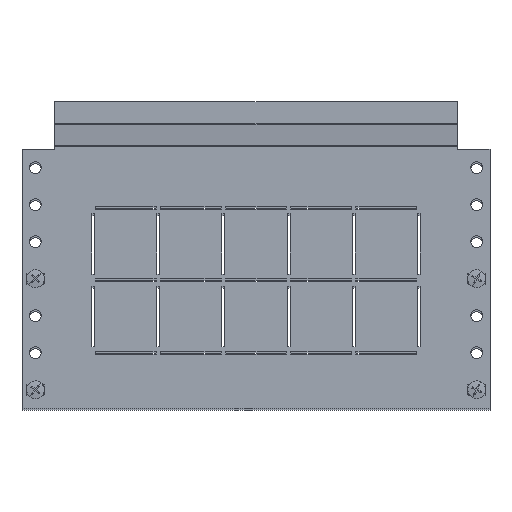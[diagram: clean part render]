
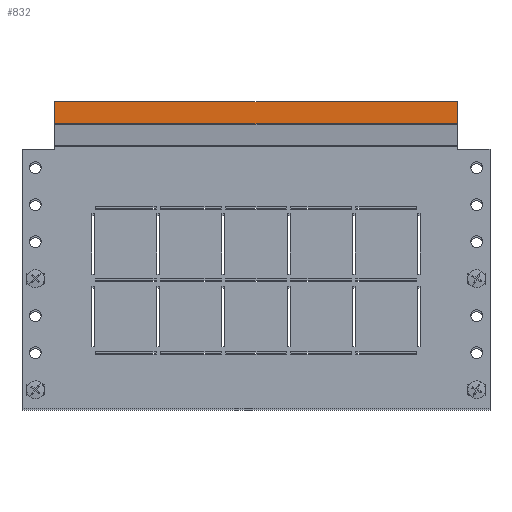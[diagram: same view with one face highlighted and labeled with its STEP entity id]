
A CAD part, top view. The second image highlights one B-rep face of the part: STEP entity #832.
In plain terms, the highlighted planar face has unit normal (0, 0, 1).
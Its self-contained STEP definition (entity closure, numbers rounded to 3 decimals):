
#85 = CARTESIAN_POINT ( 'NONE',  ( 158., 0., 1.2 ) ) ;
#335 = DIRECTION ( 'NONE',  ( 0., 1., 0. ) ) ;
#381 = VECTOR ( 'NONE', #4918, 1000. ) ;
#387 = LINE ( 'NONE', #7561, #5579 ) ;
#413 = ORIENTED_EDGE ( 'NONE', *, *, #1786, .F. ) ;
#548 = CARTESIAN_POINT ( 'NONE',  ( 136., 0., 1.2 ) ) ;
#832 = ADVANCED_FACE ( 'NONE', ( #5070 ), #7631, .F. ) ;
#1098 = CARTESIAN_POINT ( 'NONE',  ( 136., 0., 1.2 ) ) ;
#1786 = EDGE_CURVE ( 'NONE', #6805, #4018, #7743, .T. ) ;
#1876 = VERTEX_POINT ( 'NONE', #4334 ) ;
#1988 = CARTESIAN_POINT ( 'NONE',  ( -136., -14.948, 1.2 ) ) ;
#2058 = VECTOR ( 'NONE', #335, 1000. ) ;
#2218 = EDGE_CURVE ( 'NONE', #3457, #1876, #3696, .T. ) ;
#2447 = EDGE_CURVE ( 'NONE', #4018, #3457, #387, .T. ) ;
#2708 = AXIS2_PLACEMENT_3D ( 'NONE', #85, #4472, #7546 ) ;
#2756 = LINE ( 'NONE', #6619, #7185 ) ;
#3457 = VERTEX_POINT ( 'NONE', #1988 ) ;
#3696 = LINE ( 'NONE', #6620, #2058 ) ;
#4018 = VERTEX_POINT ( 'NONE', #5542 ) ;
#4112 = ORIENTED_EDGE ( 'NONE', *, *, #2218, .F. ) ;
#4334 = CARTESIAN_POINT ( 'NONE',  ( -136., 0., 1.2 ) ) ;
#4472 = DIRECTION ( 'NONE',  ( 0., 0., -1. ) ) ;
#4646 = ORIENTED_EDGE ( 'NONE', *, *, #8052, .T. ) ;
#4918 = DIRECTION ( 'NONE',  ( 0., -1., 0. ) ) ;
#5070 = FACE_OUTER_BOUND ( 'NONE', #7824, .T. ) ;
#5516 = ORIENTED_EDGE ( 'NONE', *, *, #2447, .F. ) ;
#5542 = CARTESIAN_POINT ( 'NONE',  ( 136., -14.948, 1.2 ) ) ;
#5579 = VECTOR ( 'NONE', #6296, 1000. ) ;
#6296 = DIRECTION ( 'NONE',  ( -1., 0., 0. ) ) ;
#6619 = CARTESIAN_POINT ( 'NONE',  ( 158., 0., 1.2 ) ) ;
#6620 = CARTESIAN_POINT ( 'NONE',  ( -136., 0., 1.2 ) ) ;
#6805 = VERTEX_POINT ( 'NONE', #1098 ) ;
#7185 = VECTOR ( 'NONE', #7946, 1000. ) ;
#7546 = DIRECTION ( 'NONE',  ( 0., 1., 0. ) ) ;
#7561 = CARTESIAN_POINT ( 'NONE',  ( 158., -14.948, 1.2 ) ) ;
#7631 = PLANE ( 'NONE',  #2708 ) ;
#7743 = LINE ( 'NONE', #548, #381 ) ;
#7824 = EDGE_LOOP ( 'NONE', ( #4646, #4112, #5516, #413 ) ) ;
#7946 = DIRECTION ( 'NONE',  ( -1., 0., 0. ) ) ;
#8052 = EDGE_CURVE ( 'NONE', #6805, #1876, #2756, .T. ) ;
